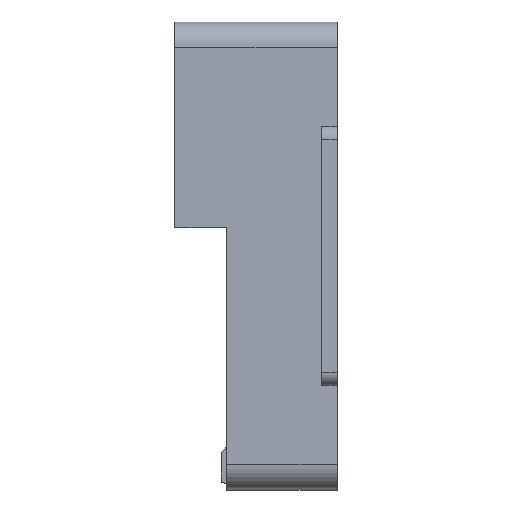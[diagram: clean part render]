
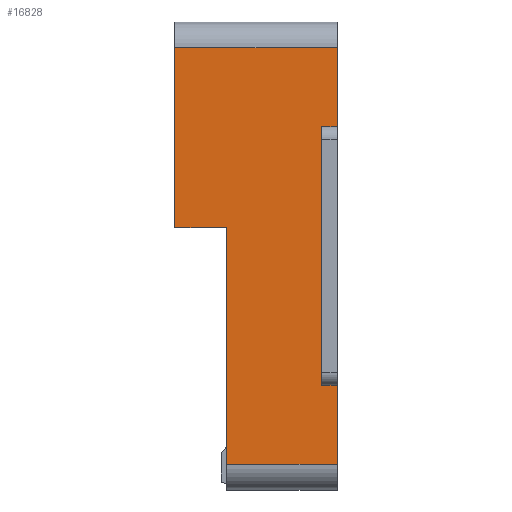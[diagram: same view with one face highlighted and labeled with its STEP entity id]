
A CAD part, left-side view. The second image highlights one B-rep face of the part: STEP entity #16828.
In plain terms, the highlighted planar face has unit normal (-1, 0, 0).
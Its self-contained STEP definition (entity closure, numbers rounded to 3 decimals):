
#332 = VERTEX_POINT ( 'NONE', #18746 ) ;
#572 = VERTEX_POINT ( 'NONE', #17524 ) ;
#652 = CARTESIAN_POINT ( 'NONE',  ( -35.85, 0., 32.15 ) ) ;
#762 = EDGE_CURVE ( 'NONE', #21690, #572, #8101, .T. ) ;
#1211 = VECTOR ( 'NONE', #26060, 1000. ) ;
#1259 = DIRECTION ( 'NONE',  ( 0., -1., 0. ) ) ;
#1323 = CARTESIAN_POINT ( 'NONE',  ( -35.85, 25.1, 32.15 ) ) ;
#1390 = VECTOR ( 'NONE', #23328, 1000. ) ;
#1451 = ORIENTED_EDGE ( 'NONE', *, *, #11625, .T. ) ;
#1604 = ORIENTED_EDGE ( 'NONE', *, *, #16715, .F. ) ;
#1623 = PLANE ( 'NONE',  #17921 ) ;
#1692 = FACE_OUTER_BOUND ( 'NONE', #9660, .T. ) ;
#2012 = VECTOR ( 'NONE', #9714, 1000. ) ;
#2124 = VECTOR ( 'NONE', #1259, 1000. ) ;
#2259 = CARTESIAN_POINT ( 'NONE',  ( -35.85, 0., 36.15 ) ) ;
#2300 = DIRECTION ( 'NONE',  ( 0., 0., 1. ) ) ;
#2387 = VERTEX_POINT ( 'NONE', #7068 ) ;
#2984 = ORIENTED_EDGE ( 'NONE', *, *, #19884, .F. ) ;
#3743 = VERTEX_POINT ( 'NONE', #10419 ) ;
#4087 = CARTESIAN_POINT ( 'NONE',  ( -35.85, 17.1, -36.15 ) ) ;
#4312 = ORIENTED_EDGE ( 'NONE', *, *, #762, .T. ) ;
#4752 = EDGE_CURVE ( 'NONE', #11164, #11006, #15013, .T. ) ;
#5101 = LINE ( 'NONE', #2259, #13119 ) ;
#5537 = LINE ( 'NONE', #652, #1211 ) ;
#5593 = CARTESIAN_POINT ( 'NONE',  ( -35.85, 2.4, -20. ) ) ;
#5816 = CARTESIAN_POINT ( 'NONE',  ( -35.85, 25.1, 4.35 ) ) ;
#6405 = VECTOR ( 'NONE', #22967, 1000. ) ;
#6504 = VERTEX_POINT ( 'NONE', #1323 ) ;
#7068 = CARTESIAN_POINT ( 'NONE',  ( -35.85, 0., 20. ) ) ;
#7674 = LINE ( 'NONE', #20119, #2012 ) ;
#7856 = DIRECTION ( 'NONE',  ( 1., 0., 0. ) ) ;
#7884 = EDGE_CURVE ( 'NONE', #332, #8541, #12134, .T. ) ;
#8010 = CARTESIAN_POINT ( 'NONE',  ( -35.85, 2.4, 20. ) ) ;
#8101 = LINE ( 'NONE', #12185, #2124 ) ;
#8541 = VERTEX_POINT ( 'NONE', #20192 ) ;
#8901 = ORIENTED_EDGE ( 'NONE', *, *, #16194, .F. ) ;
#9304 = CARTESIAN_POINT ( 'NONE',  ( -35.85, 0., 32.15 ) ) ;
#9660 = EDGE_LOOP ( 'NONE', ( #17579, #1451, #1604, #23707, #11720, #4312, #8901, #17573, #2984, #27388 ) ) ;
#9714 = DIRECTION ( 'NONE',  ( 0., 0., 1. ) ) ;
#10419 = CARTESIAN_POINT ( 'NONE',  ( -35.85, 2.4, 20. ) ) ;
#10894 = CARTESIAN_POINT ( 'NONE',  ( -35.85, 0., 36.15 ) ) ;
#11006 = VERTEX_POINT ( 'NONE', #5816 ) ;
#11164 = VERTEX_POINT ( 'NONE', #15244 ) ;
#11625 = EDGE_CURVE ( 'NONE', #22610, #6504, #5537, .T. ) ;
#11720 = ORIENTED_EDGE ( 'NONE', *, *, #13419, .F. ) ;
#12100 = LINE ( 'NONE', #8010, #6405 ) ;
#12134 = LINE ( 'NONE', #5593, #15145 ) ;
#12185 = CARTESIAN_POINT ( 'NONE',  ( -35.85, 0., -32.15 ) ) ;
#12483 = LINE ( 'NONE', #4087, #18831 ) ;
#12581 = CARTESIAN_POINT ( 'NONE',  ( -35.85, 2.4, 20. ) ) ;
#12680 = DIRECTION ( 'NONE',  ( 0., 0., -1. ) ) ;
#13119 = VECTOR ( 'NONE', #23568, 1000. ) ;
#13313 = DIRECTION ( 'NONE',  ( 0., 1., 0. ) ) ;
#13419 = EDGE_CURVE ( 'NONE', #21690, #11164, #12483, .T. ) ;
#15013 = LINE ( 'NONE', #23977, #25717 ) ;
#15145 = VECTOR ( 'NONE', #22685, 1000. ) ;
#15244 = CARTESIAN_POINT ( 'NONE',  ( -35.85, 17.1, 4.35 ) ) ;
#15424 = EDGE_CURVE ( 'NONE', #22610, #2387, #5101, .T. ) ;
#15787 = EDGE_CURVE ( 'NONE', #3743, #2387, #12100, .T. ) ;
#16194 = EDGE_CURVE ( 'NONE', #8541, #572, #19432, .T. ) ;
#16570 = CARTESIAN_POINT ( 'NONE',  ( -35.85, 0., 0. ) ) ;
#16715 = EDGE_CURVE ( 'NONE', #11006, #6504, #7674, .T. ) ;
#16828 = ADVANCED_FACE ( 'NONE', ( #1692 ), #1623, .F. ) ;
#17226 = LINE ( 'NONE', #12581, #17533 ) ;
#17524 = CARTESIAN_POINT ( 'NONE',  ( -35.85, 0., -32.15 ) ) ;
#17533 = VECTOR ( 'NONE', #12680, 1000. ) ;
#17573 = ORIENTED_EDGE ( 'NONE', *, *, #7884, .F. ) ;
#17579 = ORIENTED_EDGE ( 'NONE', *, *, #15424, .F. ) ;
#17921 = AXIS2_PLACEMENT_3D ( 'NONE', #16570, #7856, #20653 ) ;
#18746 = CARTESIAN_POINT ( 'NONE',  ( -35.85, 2.4, -20. ) ) ;
#18831 = VECTOR ( 'NONE', #2300, 1000. ) ;
#19432 = LINE ( 'NONE', #10894, #1390 ) ;
#19884 = EDGE_CURVE ( 'NONE', #3743, #332, #17226, .T. ) ;
#20119 = CARTESIAN_POINT ( 'NONE',  ( -35.85, 25.1, 4.35 ) ) ;
#20192 = CARTESIAN_POINT ( 'NONE',  ( -35.85, 0., -20. ) ) ;
#20653 = DIRECTION ( 'NONE',  ( 0., 0., -1. ) ) ;
#21690 = VERTEX_POINT ( 'NONE', #24906 ) ;
#22610 = VERTEX_POINT ( 'NONE', #9304 ) ;
#22685 = DIRECTION ( 'NONE',  ( 0., -1., 0. ) ) ;
#22967 = DIRECTION ( 'NONE',  ( 0., -1., 0. ) ) ;
#23328 = DIRECTION ( 'NONE',  ( 0., 0., -1. ) ) ;
#23568 = DIRECTION ( 'NONE',  ( 0., 0., -1. ) ) ;
#23707 = ORIENTED_EDGE ( 'NONE', *, *, #4752, .F. ) ;
#23977 = CARTESIAN_POINT ( 'NONE',  ( -35.85, 17.1, 4.35 ) ) ;
#24906 = CARTESIAN_POINT ( 'NONE',  ( -35.85, 17.1, -32.15 ) ) ;
#25717 = VECTOR ( 'NONE', #13313, 1000. ) ;
#26060 = DIRECTION ( 'NONE',  ( 0., 1., 0. ) ) ;
#27388 = ORIENTED_EDGE ( 'NONE', *, *, #15787, .T. ) ;
